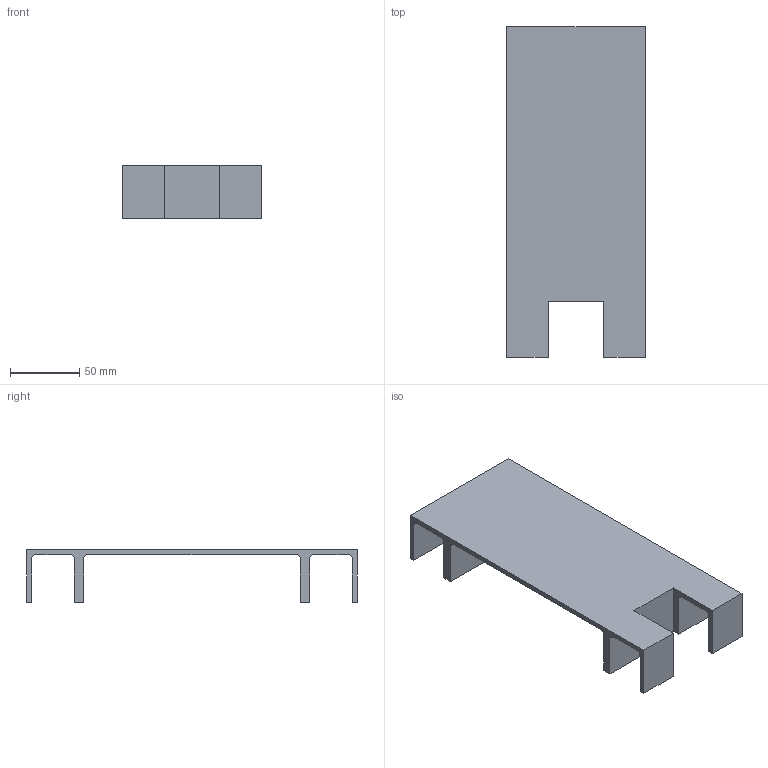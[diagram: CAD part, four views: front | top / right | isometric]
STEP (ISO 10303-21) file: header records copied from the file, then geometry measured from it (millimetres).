
FILE_DESCRIPTION(('FreeCAD Model'),'2;1');
FILE_NAME('Open CASCADE Shape Model','2025-10-22T10:33:04',('Author'),( ''),'Open CASCADE STEP processor 7.8','FreeCAD','Unknown');
FILE_SCHEMA(('AUTOMOTIVE_DESIGN { 1 0 10303 214 1 1 1 1 }'));
Length unit declared in the file: millimetre
Products named in the file (1): BedPocket
Bounding box: 100 x 238 x 38 mm (x, y, z)
Volume: 138441.1 mm3; surface area: 73287.4 mm2
Topology: 1 solids, 1 shells, 34 faces, 96 edges, 64 vertices
Faces by surface type: plane 26, cylinder 8
Entity records: 1118 total; most frequent: CARTESIAN_POINT 195, ORIENTED_EDGE 192, DIRECTION 182, EDGE_CURVE 96, LINE 80, VECTOR 80, VERTEX_POINT 64, AXIS2_PLACEMENT_3D 51
